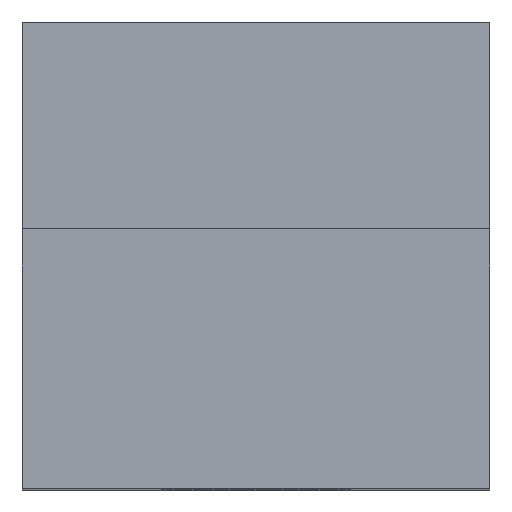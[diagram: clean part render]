
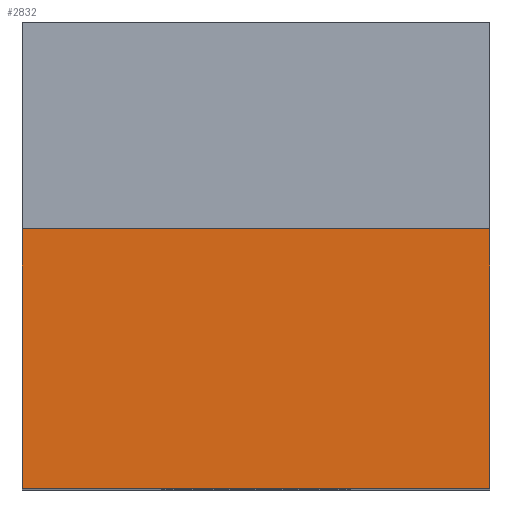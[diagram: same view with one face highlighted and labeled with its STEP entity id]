
A CAD part, top view. The second image highlights one B-rep face of the part: STEP entity #2832.
In plain terms, the highlighted planar face has unit normal (0, 0, 1).
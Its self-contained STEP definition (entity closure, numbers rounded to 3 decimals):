
#494=ORIENTED_EDGE('',*,*,#804,.T.);
#495=ORIENTED_EDGE('',*,*,#814,.F.);
#496=ORIENTED_EDGE('',*,*,#806,.F.);
#497=ORIENTED_EDGE('',*,*,#815,.T.);
#804=EDGE_CURVE('',#966,#970,#1222,.T.);
#806=EDGE_CURVE('',#972,#973,#1224,.T.);
#814=EDGE_CURVE('',#973,#970,#1232,.T.);
#815=EDGE_CURVE('',#972,#966,#1233,.T.);
#966=VERTEX_POINT('',#3981);
#970=VERTEX_POINT('',#3989);
#972=VERTEX_POINT('',#3994);
#973=VERTEX_POINT('',#3996);
#1222=LINE('',#3990,#1480);
#1224=LINE('',#3995,#1482);
#1232=LINE('',#4010,#1490);
#1233=LINE('',#4012,#1491);
#1480=VECTOR('',#3445,1000.);
#1482=VECTOR('',#3449,1000.);
#1490=VECTOR('',#3463,1000.);
#1491=VECTOR('',#3466,1000.);
#1613=EDGE_LOOP('',(#494,#495,#496,#497));
#1749=FACE_BOUND('',#1613,.T.);
#1878=PLANE('',#2962);
#2832=ADVANCED_FACE('',(#1749),#1878,.F.);
#2962=AXIS2_PLACEMENT_3D('',#4011,#3464,#3465);
#3445=DIRECTION('',(1.,0.,0.));
#3449=DIRECTION('',(1.,0.,0.));
#3463=DIRECTION('',(0.,-1.,0.));
#3464=DIRECTION('',(0.,0.,-1.));
#3465=DIRECTION('',(-1.,0.,0.));
#3466=DIRECTION('',(0.,-1.,0.));
#3981=CARTESIAN_POINT('',(0.,0.,14.));
#3989=CARTESIAN_POINT('',(5.,0.,14.));
#3990=CARTESIAN_POINT('',(0.,0.,14.));
#3994=CARTESIAN_POINT('',(0.,9.,14.));
#3995=CARTESIAN_POINT('',(0.,9.,14.));
#3996=CARTESIAN_POINT('',(5.,9.,14.));
#4010=CARTESIAN_POINT('',(5.,9.,14.));
#4011=CARTESIAN_POINT('',(0.,9.,14.));
#4012=CARTESIAN_POINT('',(0.,9.,14.));
